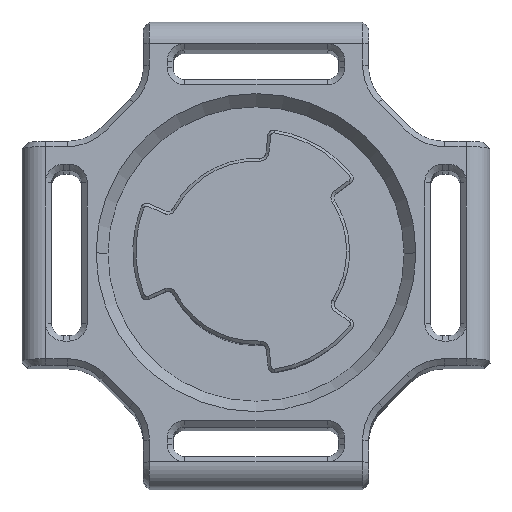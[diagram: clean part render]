
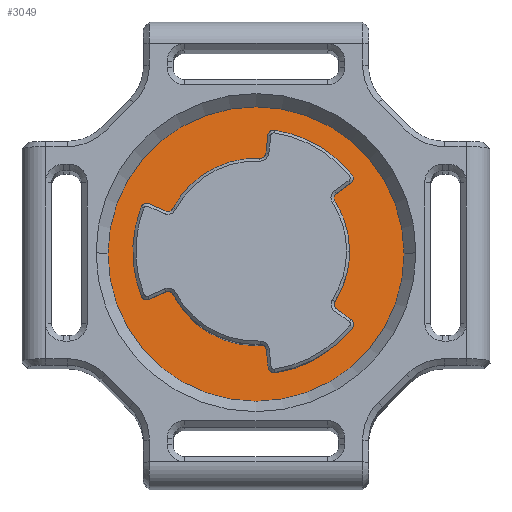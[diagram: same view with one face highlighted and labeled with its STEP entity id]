
A CAD part, left-side view. The second image highlights one B-rep face of the part: STEP entity #3049.
In plain terms, the highlighted planar face has unit normal (-0.995, 0, 0.104).
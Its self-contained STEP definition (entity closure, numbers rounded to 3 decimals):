
#32 = EDGE_LOOP ( 'NONE', ( #10807, #7351, #7418, #9030, #7639, #166, #1595, #9271, #54, #2851, #7898, #2686, #1316 ) ) ;
#54 = ORIENTED_EDGE ( 'NONE', *, *, #7536, .F. ) ;
#166 = ORIENTED_EDGE ( 'NONE', *, *, #9561, .T. ) ;
#292 = CARTESIAN_POINT ( 'NONE',  ( -0.333, 1.415, -1.285 ) ) ;
#474 = DIRECTION ( 'NONE',  ( -0.995, 0., 0.105 ) ) ;
#482 = CARTESIAN_POINT ( 'NONE',  ( -1.481, 8.123, -12.199 ) ) ;
#538 = EDGE_CURVE ( 'NONE', #8353, #7307, #6508, .T. ) ;
#609 = DIRECTION ( 'NONE',  ( -0.091, -0.5, -0.861 ) ) ;
#645 = ORIENTED_EDGE ( 'NONE', *, *, #7764, .T. ) ;
#856 = EDGE_CURVE ( 'NONE', #6692, #9064, #2539, .T. ) ;
#965 = CIRCLE ( 'NONE', #9998, 25. ) ;
#1258 = CARTESIAN_POINT ( 'NONE',  ( -0.82, 10.711, -5.914 ) ) ;
#1316 = ORIENTED_EDGE ( 'NONE', *, *, #538, .F. ) ;
#1369 = LINE ( 'NONE', #2368, #8117 ) ;
#1424 = CIRCLE ( 'NONE', #1619, 12.78 ) ;
#1472 = CARTESIAN_POINT ( 'NONE',  ( -0.333, 1.415, -1.285 ) ) ;
#1492 = CIRCLE ( 'NONE', #9326, 12.78 ) ;
#1509 = VECTOR ( 'NONE', #11355, 1000. ) ;
#1515 = CARTESIAN_POINT ( 'NONE',  ( -0.3, -11.361, -0.965 ) ) ;
#1595 = ORIENTED_EDGE ( 'NONE', *, *, #856, .F. ) ;
#1602 = CARTESIAN_POINT ( 'NONE',  ( -0.3, -11.442, -0.965 ) ) ;
#1619 = AXIS2_PLACEMENT_3D ( 'NONE', #6562, #7710, #11276 ) ;
#1646 = CARTESIAN_POINT ( 'NONE',  ( -0.333, 1.415, -1.285 ) ) ;
#2002 = VERTEX_POINT ( 'NONE', #2152 ) ;
#2004 = VERTEX_POINT ( 'NONE', #8717 ) ;
#2055 = DIRECTION ( 'NONE',  ( -0.052, 0.866, -0.497 ) ) ;
#2097 = EDGE_CURVE ( 'NONE', #2002, #6692, #3956, .T. ) ;
#2152 = CARTESIAN_POINT ( 'NONE',  ( -0.367, -11.361, -1.605 ) ) ;
#2366 = CARTESIAN_POINT ( 'NONE',  ( -0.333, 1.415, -1.285 ) ) ;
#2368 = CARTESIAN_POINT ( 'NONE',  ( -1.514, 7.566, -12.519 ) ) ;
#2397 = DIRECTION ( 'NONE',  ( -0.995, 0., 0.105 ) ) ;
#2539 = LINE ( 'NONE', #9399, #6740 ) ;
#2573 = ORIENTED_EDGE ( 'NONE', *, *, #4210, .T. ) ;
#2686 = ORIENTED_EDGE ( 'NONE', *, *, #7236, .F. ) ;
#2800 = CARTESIAN_POINT ( 'NONE',  ( -0.333, -23.585, -1.285 ) ) ;
#2851 = ORIENTED_EDGE ( 'NONE', *, *, #6120, .T. ) ;
#3049 = ADVANCED_FACE ( 'NONE', ( #11725, #3110 ), #8919, .F. ) ;
#3110 = FACE_OUTER_BOUND ( 'NONE', #4927, .T. ) ;
#3169 = DIRECTION ( 'NONE',  ( 0., -1., 0. ) ) ;
#3380 = AXIS2_PLACEMENT_3D ( 'NONE', #292, #4105, #3169 ) ;
#3652 = CARTESIAN_POINT ( 'NONE',  ( -0.333, 26.415, -1.285 ) ) ;
#3845 = CARTESIAN_POINT ( 'NONE',  ( -1.136, 5.476, -8.919 ) ) ;
#3859 = CARTESIAN_POINT ( 'NONE',  ( 0.751, 0.799, 9.035 ) ) ;
#3893 = CARTESIAN_POINT ( 'NONE',  ( -0.367, -7.263, -1.605 ) ) ;
#3956 = LINE ( 'NONE', #7529, #5583 ) ;
#4082 = VECTOR ( 'NONE', #10983, 1000. ) ;
#4105 = DIRECTION ( 'NONE',  ( 0.995, 0., -0.105 ) ) ;
#4206 = DIRECTION ( 'NONE',  ( 0., -1., 0. ) ) ;
#4210 = EDGE_CURVE ( 'NONE', #4605, #7355, #965, .T. ) ;
#4273 = EDGE_CURVE ( 'NONE', #5702, #11157, #9606, .T. ) ;
#4305 = DIRECTION ( 'NONE',  ( 0., 1., 0. ) ) ;
#4551 = AXIS2_PLACEMENT_3D ( 'NONE', #6572, #6633, #11471 ) ;
#4605 = VERTEX_POINT ( 'NONE', #3652 ) ;
#4693 = CARTESIAN_POINT ( 'NONE',  ( 0.435, 6.033, 6.03 ) ) ;
#4765 = VERTEX_POINT ( 'NONE', #4693 ) ;
#4804 = CARTESIAN_POINT ( 'NONE',  ( -1.473, 8.082, -12.129 ) ) ;
#4927 = EDGE_LOOP ( 'NONE', ( #2573, #645 ) ) ;
#5075 = DIRECTION ( 'NONE',  ( -0.052, -0.866, -0.497 ) ) ;
#5396 = CARTESIAN_POINT ( 'NONE',  ( -1.507, 7.525, -12.449 ) ) ;
#5547 = CARTESIAN_POINT ( 'NONE',  ( 0.469, 5.476, 6.35 ) ) ;
#5583 = VECTOR ( 'NONE', #11641, 1000. ) ;
#5585 = EDGE_CURVE ( 'NONE', #6007, #6266, #6979, .T. ) ;
#5630 = VECTOR ( 'NONE', #609, 1000. ) ;
#5702 = VERTEX_POINT ( 'NONE', #1515 ) ;
#6007 = VERTEX_POINT ( 'NONE', #8105 ) ;
#6107 = VERTEX_POINT ( 'NONE', #5547 ) ;
#6120 = EDGE_CURVE ( 'NONE', #11140, #6266, #1369, .T. ) ;
#6162 = DIRECTION ( 'NONE',  ( -0.995, 0., 0.105 ) ) ;
#6216 = DIRECTION ( 'NONE',  ( 0., 1., 0. ) ) ;
#6266 = VERTEX_POINT ( 'NONE', #3845 ) ;
#6330 = EDGE_CURVE ( 'NONE', #2004, #8353, #1492, .T. ) ;
#6495 = DIRECTION ( 'NONE',  ( 0., 1., 0. ) ) ;
#6508 = CIRCLE ( 'NONE', #9334, 12.78 ) ;
#6562 = CARTESIAN_POINT ( 'NONE',  ( -0.333, 1.415, -1.285 ) ) ;
#6572 = CARTESIAN_POINT ( 'NONE',  ( -0.333, 1.415, -1.285 ) ) ;
#6633 = DIRECTION ( 'NONE',  ( -0.995, 0., 0.105 ) ) ;
#6647 = VECTOR ( 'NONE', #6495, 1000. ) ;
#6692 = VERTEX_POINT ( 'NONE', #3893 ) ;
#6740 = VECTOR ( 'NONE', #8527, 1000. ) ;
#6760 = DIRECTION ( 'NONE',  ( -0.995, 0., 0.105 ) ) ;
#6979 = LINE ( 'NONE', #1258, #7297 ) ;
#7160 = LINE ( 'NONE', #482, #4082 ) ;
#7236 = EDGE_CURVE ( 'NONE', #7307, #6007, #7160, .T. ) ;
#7248 = DIRECTION ( 'NONE',  ( 0., -1., 0. ) ) ;
#7297 = VECTOR ( 'NONE', #5075, 1000. ) ;
#7307 = VERTEX_POINT ( 'NONE', #4804 ) ;
#7351 = ORIENTED_EDGE ( 'NONE', *, *, #8057, .T. ) ;
#7352 = LINE ( 'NONE', #9237, #5630 ) ;
#7355 = VERTEX_POINT ( 'NONE', #2800 ) ;
#7374 = EDGE_CURVE ( 'NONE', #11157, #6107, #7661, .T. ) ;
#7418 = ORIENTED_EDGE ( 'NONE', *, *, #9294, .F. ) ;
#7529 = CARTESIAN_POINT ( 'NONE',  ( -0.367, -11.442, -1.605 ) ) ;
#7536 = EDGE_CURVE ( 'NONE', #11140, #2002, #1424, .T. ) ;
#7639 = ORIENTED_EDGE ( 'NONE', *, *, #4273, .F. ) ;
#7661 = LINE ( 'NONE', #8677, #1509 ) ;
#7710 = DIRECTION ( 'NONE',  ( -0.995, 0., 0.105 ) ) ;
#7764 = EDGE_CURVE ( 'NONE', #7355, #4605, #12252, .T. ) ;
#7811 = CARTESIAN_POINT ( 'NONE',  ( -0.3, -7.263, -0.965 ) ) ;
#7898 = ORIENTED_EDGE ( 'NONE', *, *, #5585, .F. ) ;
#8057 = EDGE_CURVE ( 'NONE', #2004, #4765, #7352, .T. ) ;
#8105 = CARTESIAN_POINT ( 'NONE',  ( -1.102, 6.033, -8.599 ) ) ;
#8117 = VECTOR ( 'NONE', #9114, 1000. ) ;
#8137 = CARTESIAN_POINT ( 'NONE',  ( -0.333, 14.196, -1.285 ) ) ;
#8353 = VERTEX_POINT ( 'NONE', #8137 ) ;
#8527 = DIRECTION ( 'NONE',  ( 0.105, 0., 0.995 ) ) ;
#8677 = CARTESIAN_POINT ( 'NONE',  ( 0.847, 7.566, 9.949 ) ) ;
#8717 = CARTESIAN_POINT ( 'NONE',  ( 0.806, 8.082, 9.559 ) ) ;
#8919 = PLANE ( 'NONE',  #3380 ) ;
#9030 = ORIENTED_EDGE ( 'NONE', *, *, #7374, .F. ) ;
#9064 = VERTEX_POINT ( 'NONE', #7811 ) ;
#9114 = DIRECTION ( 'NONE',  ( 0.091, -0.5, 0.861 ) ) ;
#9237 = CARTESIAN_POINT ( 'NONE',  ( 0.814, 8.123, 9.629 ) ) ;
#9266 = AXIS2_PLACEMENT_3D ( 'NONE', #11003, #6760, #6216 ) ;
#9271 = ORIENTED_EDGE ( 'NONE', *, *, #2097, .F. ) ;
#9279 = LINE ( 'NONE', #1602, #6647 ) ;
#9294 = EDGE_CURVE ( 'NONE', #6107, #4765, #11411, .T. ) ;
#9326 = AXIS2_PLACEMENT_3D ( 'NONE', #1472, #6162, #4206 ) ;
#9334 = AXIS2_PLACEMENT_3D ( 'NONE', #1646, #2397, #7248 ) ;
#9399 = CARTESIAN_POINT ( 'NONE',  ( -0.932, -7.263, -6.976 ) ) ;
#9561 = EDGE_CURVE ( 'NONE', #5702, #9064, #9279, .T. ) ;
#9606 = CIRCLE ( 'NONE', #4551, 12.78 ) ;
#9998 = AXIS2_PLACEMENT_3D ( 'NONE', #2366, #474, #4305 ) ;
#10807 = ORIENTED_EDGE ( 'NONE', *, *, #6330, .F. ) ;
#10983 = DIRECTION ( 'NONE',  ( 0.091, -0.5, 0.861 ) ) ;
#11003 = CARTESIAN_POINT ( 'NONE',  ( -0.333, 1.415, -1.285 ) ) ;
#11140 = VERTEX_POINT ( 'NONE', #5396 ) ;
#11157 = VERTEX_POINT ( 'NONE', #11939 ) ;
#11276 = DIRECTION ( 'NONE',  ( 0., -1., 0. ) ) ;
#11355 = DIRECTION ( 'NONE',  ( -0.091, -0.5, -0.861 ) ) ;
#11411 = LINE ( 'NONE', #3859, #12261 ) ;
#11471 = DIRECTION ( 'NONE',  ( 0., -1., 0. ) ) ;
#11641 = DIRECTION ( 'NONE',  ( 0., 1., 0. ) ) ;
#11725 = FACE_BOUND ( 'NONE', #32, .T. ) ;
#11939 = CARTESIAN_POINT ( 'NONE',  ( 0.84, 7.525, 9.879 ) ) ;
#12252 = CIRCLE ( 'NONE', #9266, 25. ) ;
#12261 = VECTOR ( 'NONE', #2055, 1000. ) ;
